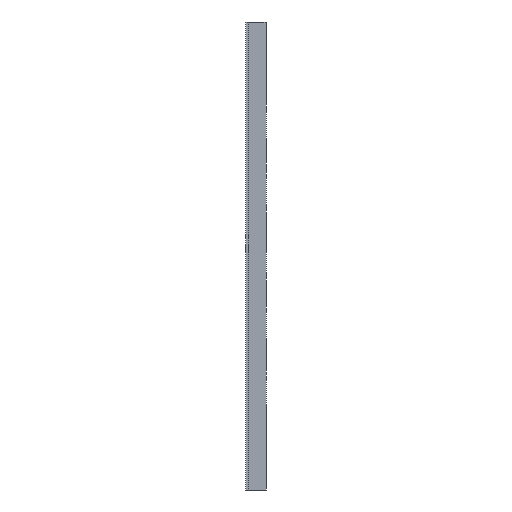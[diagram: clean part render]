
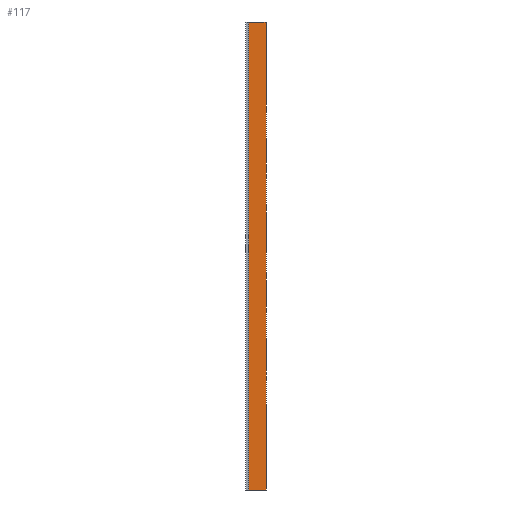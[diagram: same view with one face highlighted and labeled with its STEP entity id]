
A CAD part, left-side view. The second image highlights one B-rep face of the part: STEP entity #117.
In plain terms, the highlighted planar face has unit normal (-1, 0, 0).
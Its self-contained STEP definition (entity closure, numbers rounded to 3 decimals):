
#117=ADVANCED_FACE('',(#277),#278,.T.);
#277=FACE_OUTER_BOUND('',#477,.T.);
#278=PLANE('',#478);
#477=EDGE_LOOP('',(#791,#792,#793,#794));
#478=AXIS2_PLACEMENT_3D('',#795,#796,#797);
#791=ORIENTED_EDGE('',*,*,#1318,.T.);
#792=ORIENTED_EDGE('',*,*,#1319,.T.);
#793=ORIENTED_EDGE('',*,*,#1320,.F.);
#794=ORIENTED_EDGE('',*,*,#1277,.T.);
#795=CARTESIAN_POINT('',(-31.0,-1.8,175.0));
#796=DIRECTION('',(-1.0,0.0,0.0));
#797=DIRECTION('',(0.0,0.0,1.0));
#1277=EDGE_CURVE('',#1570,#1568,#1571,.T.);
#1318=EDGE_CURVE('',#1568,#1635,#1636,.T.);
#1319=EDGE_CURVE('',#1635,#1637,#1638,.T.);
#1320=EDGE_CURVE('',#1570,#1637,#1639,.T.);
#1568=VERTEX_POINT('',#1947);
#1570=VERTEX_POINT('',#1950);
#1571=LINE('',#1951,#1952);
#1635=VERTEX_POINT('',#2040);
#1636=LINE('',#2041,#2042);
#1637=VERTEX_POINT('',#2043);
#1638=LINE('',#2044,#2045);
#1639=LINE('',#2046,#2047);
#1947=CARTESIAN_POINT('',(-31.0,-7.5,175.0));
#1950=CARTESIAN_POINT('',(-31.0,-7.5,0.0));
#1951=CARTESIAN_POINT('',(-31.0,-7.5,175.0));
#1952=VECTOR('',#2373,1.0);
#2040=CARTESIAN_POINT('',(-31.0,-1.0,175.0));
#2041=CARTESIAN_POINT('',(-31.0,-5.7,175.0));
#2042=VECTOR('',#2440,1.0);
#2043=CARTESIAN_POINT('',(-31.0,-1.0,0.0));
#2044=CARTESIAN_POINT('',(-31.0,-1.0,175.0));
#2045=VECTOR('',#2441,1.0);
#2046=CARTESIAN_POINT('',(-31.0,-5.7,0.0));
#2047=VECTOR('',#2442,1.0);
#2373=DIRECTION('',(0.0,0.0,1.0));
#2440=DIRECTION('',(0.0,1.0,0.0));
#2441=DIRECTION('',(0.0,0.0,-1.0));
#2442=DIRECTION('',(0.0,1.0,0.0));
